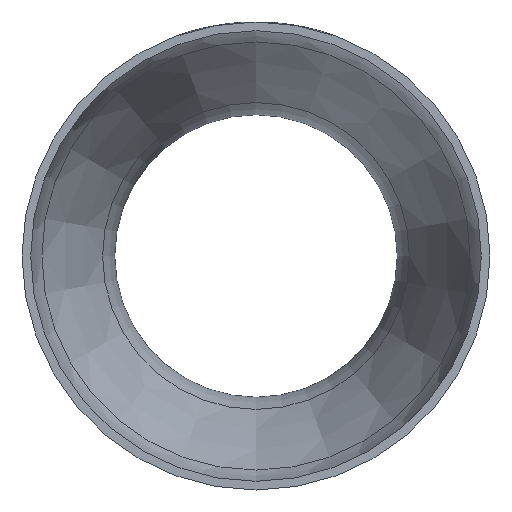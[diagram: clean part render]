
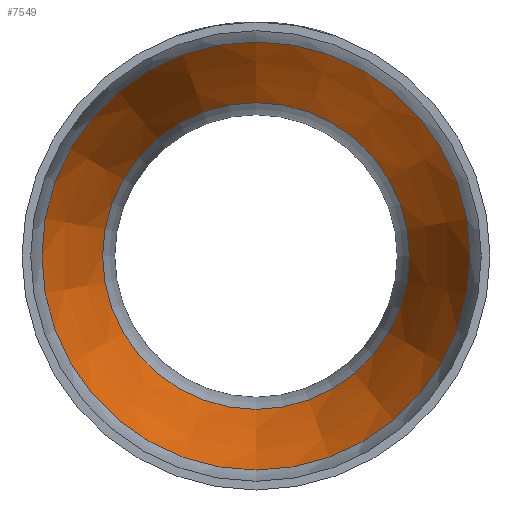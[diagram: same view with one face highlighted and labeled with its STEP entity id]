
A CAD part, front view. The second image highlights one B-rep face of the part: STEP entity #7549.
In plain terms, the highlighted conical face has half-angle 19.659 degrees and reference radius 63.904 mm.
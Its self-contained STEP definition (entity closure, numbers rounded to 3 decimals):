
#5 = DIRECTION ( 'NONE',  ( 0., -1., 0. ) ) ;
#1523 = CONICAL_SURFACE ( 'NONE', #5048, 63.904, 0.343 ) ;
#1580 = VERTEX_POINT ( 'NONE', #13954 ) ;
#1779 = FACE_OUTER_BOUND ( 'NONE', #15407, .T. ) ;
#3508 = CARTESIAN_POINT ( 'NONE',  ( 0., 37.31, 0. ) ) ;
#4003 = DIRECTION ( 'NONE',  ( 0., 0., -1. ) ) ;
#4074 = CARTESIAN_POINT ( 'NONE',  ( 0., 37.31, 0. ) ) ;
#5048 = AXIS2_PLACEMENT_3D ( 'NONE', #3508, #5, #10119 ) ;
#5606 = CARTESIAN_POINT ( 'NONE',  ( 0., 88.041, 0. ) ) ;
#6827 = EDGE_LOOP ( 'NONE', ( #7620 ) ) ;
#7394 = CARTESIAN_POINT ( 'NONE',  ( 0., 37.31, -63.904 ) ) ;
#7549 = ADVANCED_FACE ( 'NONE', ( #20198, #1779 ), #1523, .F. ) ;
#7620 = ORIENTED_EDGE ( 'NONE', *, *, #13772, .F. ) ;
#8976 = DIRECTION ( 'NONE',  ( 0., -1., 0. ) ) ;
#10119 = DIRECTION ( 'NONE',  ( 0., 0., -1. ) ) ;
#10414 = DIRECTION ( 'NONE',  ( 0., -1., 0. ) ) ;
#11554 = ORIENTED_EDGE ( 'NONE', *, *, #15518, .T. ) ;
#12207 = DIRECTION ( 'NONE',  ( 0., 0., -1. ) ) ;
#13772 = EDGE_CURVE ( 'NONE', #1580, #1580, #20551, .T. ) ;
#13954 = CARTESIAN_POINT ( 'NONE',  ( 0., 88.041, -45.781 ) ) ;
#14861 = AXIS2_PLACEMENT_3D ( 'NONE', #4074, #8976, #4003 ) ;
#15407 = EDGE_LOOP ( 'NONE', ( #11554 ) ) ;
#15518 = EDGE_CURVE ( 'NONE', #20541, #20541, #20232, .T. ) ;
#18795 = AXIS2_PLACEMENT_3D ( 'NONE', #5606, #10414, #12207 ) ;
#20198 = FACE_BOUND ( 'NONE', #6827, .T. ) ;
#20232 = CIRCLE ( 'NONE', #14861, 63.904 ) ;
#20541 = VERTEX_POINT ( 'NONE', #7394 ) ;
#20551 = CIRCLE ( 'NONE', #18795, 45.781 ) ;
